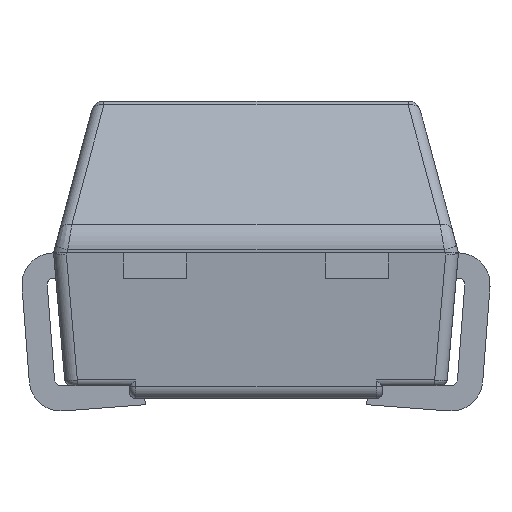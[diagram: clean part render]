
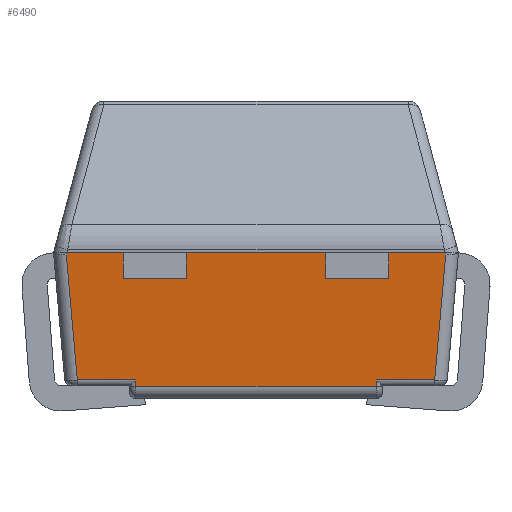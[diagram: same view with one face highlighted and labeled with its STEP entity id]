
A CAD part, left-side view. The second image highlights one B-rep face of the part: STEP entity #6490.
In plain terms, the highlighted planar face has unit normal (-0.996, 0, -0.087).
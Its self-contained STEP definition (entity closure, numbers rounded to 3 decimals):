
#1686=ORIENTED_EDGE('',*,*,#2705,.F.);
#1687=ORIENTED_EDGE('',*,*,#3207,.T.);
#1688=ORIENTED_EDGE('',*,*,#2709,.F.);
#1689=ORIENTED_EDGE('',*,*,#3206,.T.);
#1690=ORIENTED_EDGE('',*,*,#3204,.T.);
#1691=ORIENTED_EDGE('',*,*,#3201,.T.);
#1692=ORIENTED_EDGE('',*,*,#3200,.T.);
#1693=ORIENTED_EDGE('',*,*,#3198,.T.);
#1694=ORIENTED_EDGE('',*,*,#3197,.T.);
#1695=ORIENTED_EDGE('',*,*,#3196,.T.);
#1696=ORIENTED_EDGE('',*,*,#3195,.T.);
#1697=ORIENTED_EDGE('',*,*,#3193,.T.);
#1698=ORIENTED_EDGE('',*,*,#3191,.T.);
#1699=ORIENTED_EDGE('',*,*,#3189,.T.);
#1700=ORIENTED_EDGE('',*,*,#2700,.T.);
#1701=ORIENTED_EDGE('',*,*,#3208,.T.);
#1702=ORIENTED_EDGE('',*,*,#2704,.T.);
#1703=ORIENTED_EDGE('',*,*,#3186,.T.);
#2700=EDGE_CURVE('',#3675,#3677,#4281,.T.);
#2704=EDGE_CURVE('',#3678,#3681,#4285,.T.);
#2705=EDGE_CURVE('',#3682,#3683,#4286,.T.);
#2709=EDGE_CURVE('',#3686,#3687,#4290,.T.);
#3186=EDGE_CURVE('',#3681,#3683,#4496,.T.);
#3189=EDGE_CURVE('',#3977,#3675,#4499,.T.);
#3191=EDGE_CURVE('',#3978,#3977,#4500,.T.);
#3193=EDGE_CURVE('',#3778,#3978,#4501,.T.);
#3195=EDGE_CURVE('',#3979,#3778,#4502,.T.);
#3196=EDGE_CURVE('',#3787,#3979,#4503,.F.);
#3197=EDGE_CURVE('',#3791,#3787,#4504,.F.);
#3198=EDGE_CURVE('',#3980,#3791,#4505,.T.);
#3200=EDGE_CURVE('',#3796,#3980,#4506,.F.);
#3201=EDGE_CURVE('',#3981,#3796,#4507,.F.);
#3204=EDGE_CURVE('',#3982,#3981,#4508,.F.);
#3206=EDGE_CURVE('',#3686,#3982,#4510,.T.);
#3207=EDGE_CURVE('',#3682,#3687,#4511,.T.);
#3208=EDGE_CURVE('',#3677,#3678,#4512,.T.);
#3675=VERTEX_POINT('',#9289);
#3677=VERTEX_POINT('',#9293);
#3678=VERTEX_POINT('',#9297);
#3681=VERTEX_POINT('',#9302);
#3682=VERTEX_POINT('',#9306);
#3683=VERTEX_POINT('',#9307);
#3686=VERTEX_POINT('',#9315);
#3687=VERTEX_POINT('',#9316);
#3778=VERTEX_POINT('',#9589);
#3787=VERTEX_POINT('',#9613);
#3791=VERTEX_POINT('',#9625);
#3796=VERTEX_POINT('',#9650);
#3977=VERTEX_POINT('',#10593);
#3978=VERTEX_POINT('',#10597);
#3979=VERTEX_POINT('',#10603);
#3980=VERTEX_POINT('',#10611);
#3981=VERTEX_POINT('',#10617);
#3982=VERTEX_POINT('',#10621);
#4281=LINE('',#9294,#4784);
#4285=LINE('',#9303,#4788);
#4286=LINE('',#9305,#4789);
#4290=LINE('',#9314,#4793);
#4496=LINE('',#10588,#4999);
#4499=LINE('',#10592,#5002);
#4500=LINE('',#10596,#5003);
#4501=LINE('',#10600,#5004);
#4502=LINE('',#10604,#5005);
#4503=LINE('',#10606,#5006);
#4504=LINE('',#10608,#5007);
#4505=LINE('',#10610,#5008);
#4506=LINE('',#10614,#5009);
#4507=LINE('',#10616,#5010);
#4508=LINE('',#10622,#5011);
#4510=LINE('',#10625,#5013);
#4511=LINE('',#10627,#5014);
#4512=LINE('',#10628,#5015);
#4784=VECTOR('',#7419,1000.);
#4788=VECTOR('',#7425,1000.);
#4789=VECTOR('',#7428,1000.);
#4793=VECTOR('',#7434,1000.);
#4999=VECTOR('',#8458,1000.);
#5002=VECTOR('',#8463,1000.);
#5003=VECTOR('',#8468,1000.);
#5004=VECTOR('',#8473,1000.);
#5005=VECTOR('',#8478,1000.);
#5006=VECTOR('',#8481,1000.);
#5007=VECTOR('',#8484,1000.);
#5008=VECTOR('',#8487,1000.);
#5009=VECTOR('',#8492,1000.);
#5010=VECTOR('',#8495,1000.);
#5011=VECTOR('',#8502,1000.);
#5013=VECTOR('',#8506,1000.);
#5014=VECTOR('',#8509,1000.);
#5015=VECTOR('',#8510,1000.);
#5484=EDGE_LOOP('',(#1686,#1687,#1688,#1689,#1690,#1691,#1692,#1693,#1694,
#1695,#1696,#1697,#1698,#1699,#1700,#1701,#1702,#1703));
#5901=FACE_BOUND('',#5484,.T.);
#6156=PLANE('',#7151);
#6490=ADVANCED_FACE('',(#5901),#6156,.T.);
#7151=AXIS2_PLACEMENT_3D('',#10626,#8507,#8508);
#7419=DIRECTION('',(0.087,0.,-0.996));
#7425=DIRECTION('',(-0.087,0.,0.996));
#7428=DIRECTION('',(-0.087,0.,0.996));
#7434=DIRECTION('',(0.087,0.,-0.996));
#8458=DIRECTION('',(0.,1.,0.));
#8463=DIRECTION('',(0.,1.,0.));
#8468=DIRECTION('',(-0.084,0.258,0.962));
#8473=DIRECTION('',(-0.087,-0.087,0.992));
#8478=DIRECTION('',(0.,-1.,0.));
#8481=DIRECTION('',(0.087,0.,-0.996));
#8484=DIRECTION('',(0.,1.,0.));
#8487=DIRECTION('',(0.087,0.,-0.996));
#8492=DIRECTION('',(0.,1.,0.));
#8495=DIRECTION('',(-0.087,0.087,0.992));
#8502=DIRECTION('',(-0.084,-0.258,0.962));
#8506=DIRECTION('',(0.,1.,0.));
#8507=DIRECTION('',(-0.996,0.,-0.087));
#8508=DIRECTION('',(-0.087,0.,0.996));
#8509=DIRECTION('',(0.,1.,0.));
#8510=DIRECTION('',(0.,1.,0.));
#9289=CARTESIAN_POINT('',(-3.897,-1.05,1.25));
#9293=CARTESIAN_POINT('',(-3.879,-1.05,1.05));
#9294=CARTESIAN_POINT('',(-3.796,-1.05,0.1));
#9297=CARTESIAN_POINT('',(-3.879,-0.55,1.05));
#9302=CARTESIAN_POINT('',(-3.897,-0.55,1.25));
#9303=CARTESIAN_POINT('',(-3.796,-0.55,0.1));
#9305=CARTESIAN_POINT('',(-3.796,0.55,0.1));
#9306=CARTESIAN_POINT('',(-3.879,0.55,1.05));
#9307=CARTESIAN_POINT('',(-3.897,0.55,1.25));
#9314=CARTESIAN_POINT('',(-3.796,1.05,0.1));
#9315=CARTESIAN_POINT('',(-3.897,1.05,1.25));
#9316=CARTESIAN_POINT('',(-3.879,1.05,1.05));
#9589=CARTESIAN_POINT('',(-3.809,-1.413,0.246));
#9613=CARTESIAN_POINT('',(-3.804,-0.95,0.191));
#9625=CARTESIAN_POINT('',(-3.804,0.95,0.191));
#9650=CARTESIAN_POINT('',(-3.809,1.413,0.246));
#10588=CARTESIAN_POINT('',(-3.897,-1.6,1.25));
#10592=CARTESIAN_POINT('',(-3.897,-1.6,1.25));
#10593=CARTESIAN_POINT('',(-3.897,-1.494,1.25));
#10596=CARTESIAN_POINT('',(-3.897,-1.494,1.249));
#10597=CARTESIAN_POINT('',(-3.895,-1.499,1.232));
#10600=CARTESIAN_POINT('',(-3.898,-1.501,1.259));
#10603=CARTESIAN_POINT('',(-3.809,-0.95,0.246));
#10604=CARTESIAN_POINT('',(-3.809,-1.6,0.246));
#10606=CARTESIAN_POINT('',(-3.805,-0.95,0.2));
#10608=CARTESIAN_POINT('',(-3.804,-1.6,0.191));
#10610=CARTESIAN_POINT('',(-3.796,0.95,0.1));
#10611=CARTESIAN_POINT('',(-3.809,0.95,0.246));
#10614=CARTESIAN_POINT('',(-3.809,1.,0.246));
#10616=CARTESIAN_POINT('',(-3.774,1.377,-0.158));
#10617=CARTESIAN_POINT('',(-3.895,1.499,1.232));
#10621=CARTESIAN_POINT('',(-3.897,1.494,1.25));
#10622=CARTESIAN_POINT('',(-3.87,1.576,0.945));
#10625=CARTESIAN_POINT('',(-3.897,-1.6,1.25));
#10626=CARTESIAN_POINT('',(-3.796,-1.6,0.1));
#10627=CARTESIAN_POINT('',(-3.879,-1.6,1.05));
#10628=CARTESIAN_POINT('',(-3.879,-1.6,1.05));
